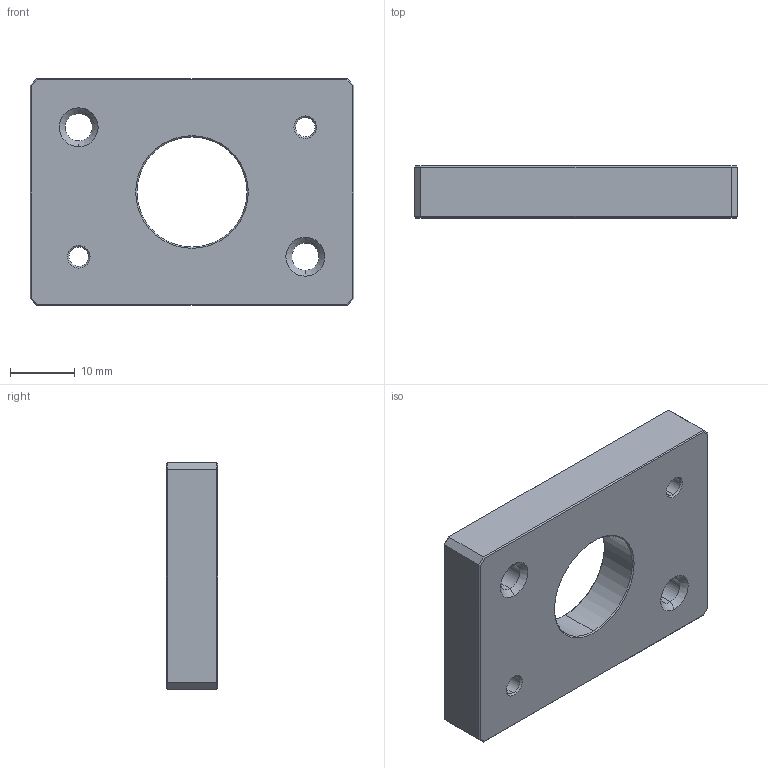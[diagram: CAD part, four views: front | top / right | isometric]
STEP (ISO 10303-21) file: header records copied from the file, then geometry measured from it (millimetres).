
FILE_DESCRIPTION (( 'STEP AP214' ), '1' );
FILE_NAME ('Brazing Clamp 2.STEP', '2023-07-06T05:28:55', ( '' ), ( '' ), 'SwSTEP 2.0', 'SolidWorks 2021', '' );
FILE_SCHEMA (( 'AUTOMOTIVE_DESIGN' ));
Length unit declared in the file: millimetre
Products named in the file (1): Brazing Clamp 2
Bounding box: 50 x 8 x 35 mm (x, y, z)
Volume: 11514.7 mm3; surface area: 5028 mm2
Topology: 1 solids, 1 shells, 61 faces, 136 edges, 78 vertices
Faces by surface type: plane 27, cone 22, cylinder 12
Entity records: 1706 total; most frequent: DIRECTION 306, CARTESIAN_POINT 276, ORIENTED_EDGE 272, EDGE_CURVE 136, AXIS2_PLACEMENT_3D 108, VECTOR 90, LINE 90, VERTEX_POINT 78
